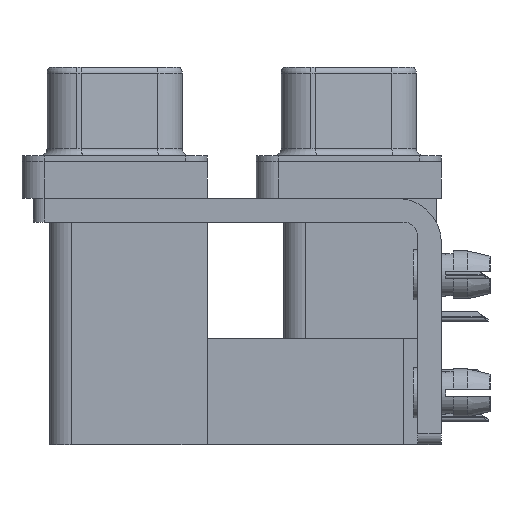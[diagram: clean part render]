
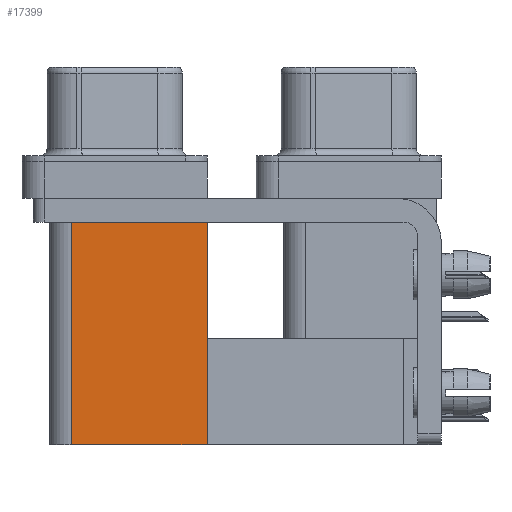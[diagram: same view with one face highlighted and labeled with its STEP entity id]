
A CAD part, left-side view. The second image highlights one B-rep face of the part: STEP entity #17399.
In plain terms, the highlighted planar face has unit normal (-1, 0, 0).
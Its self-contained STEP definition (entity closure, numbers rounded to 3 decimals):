
#926 = VERTEX_POINT ( 'NONE', #4774 ) ;
#2582 = CARTESIAN_POINT ( 'NONE',  ( 3.7, 9.6, -19.2 ) ) ;
#3240 = LINE ( 'NONE', #17436, #10960 ) ;
#3258 = LINE ( 'NONE', #6460, #21468 ) ;
#4774 = CARTESIAN_POINT ( 'NONE',  ( 3.7, 9.6, -19.2 ) ) ;
#4893 = EDGE_CURVE ( 'NONE', #24198, #18860, #24820, .T. ) ;
#5262 = EDGE_LOOP ( 'NONE', ( #13500, #10448, #17925, #16253 ) ) ;
#5454 = DIRECTION ( 'NONE',  ( 0., 0., 1. ) ) ;
#6460 = CARTESIAN_POINT ( 'NONE',  ( 3.7, 9.6, -19.2 ) ) ;
#6812 = EDGE_CURVE ( 'NONE', #926, #39089, #3258, .T. ) ;
#9837 = DIRECTION ( 'NONE',  ( 0., 0., 1. ) ) ;
#10448 = ORIENTED_EDGE ( 'NONE', *, *, #11257, .F. ) ;
#10960 = VECTOR ( 'NONE', #9837, 1000. ) ;
#11257 = EDGE_CURVE ( 'NONE', #39089, #18860, #3240, .T. ) ;
#12811 = LINE ( 'NONE', #34576, #36462 ) ;
#13500 = ORIENTED_EDGE ( 'NONE', *, *, #4893, .T. ) ;
#16253 = ORIENTED_EDGE ( 'NONE', *, *, #27624, .T. ) ;
#17399 = ADVANCED_FACE ( 'NONE', ( #35346 ), #28140, .F. ) ;
#17436 = CARTESIAN_POINT ( 'NONE',  ( 3.7, 18.8, -19.2 ) ) ;
#17925 = ORIENTED_EDGE ( 'NONE', *, *, #6812, .F. ) ;
#18568 = DIRECTION ( 'NONE',  ( 1., 0., 0. ) ) ;
#18860 = VERTEX_POINT ( 'NONE', #30440 ) ;
#21468 = VECTOR ( 'NONE', #23046, 1000. ) ;
#23046 = DIRECTION ( 'NONE',  ( 0., 1., 0. ) ) ;
#23797 = AXIS2_PLACEMENT_3D ( 'NONE', #2582, #18568, #41316 ) ;
#24198 = VERTEX_POINT ( 'NONE', #38716 ) ;
#24820 = LINE ( 'NONE', #38407, #30525 ) ;
#25857 = DIRECTION ( 'NONE',  ( 0., 1., 0. ) ) ;
#27624 = EDGE_CURVE ( 'NONE', #926, #24198, #12811, .T. ) ;
#28140 = PLANE ( 'NONE',  #23797 ) ;
#29864 = CARTESIAN_POINT ( 'NONE',  ( 3.7, 18.8, -19.2 ) ) ;
#30440 = CARTESIAN_POINT ( 'NONE',  ( 3.7, 18.8, -2.5 ) ) ;
#30525 = VECTOR ( 'NONE', #25857, 1000. ) ;
#34576 = CARTESIAN_POINT ( 'NONE',  ( 3.7, 9.6, -19.2 ) ) ;
#35346 = FACE_OUTER_BOUND ( 'NONE', #5262, .T. ) ;
#36462 = VECTOR ( 'NONE', #5454, 1000. ) ;
#38407 = CARTESIAN_POINT ( 'NONE',  ( 3.7, 9.6, -2.5 ) ) ;
#38716 = CARTESIAN_POINT ( 'NONE',  ( 3.7, 9.6, -2.5 ) ) ;
#39089 = VERTEX_POINT ( 'NONE', #29864 ) ;
#41316 = DIRECTION ( 'NONE',  ( 0., 0., -1. ) ) ;
